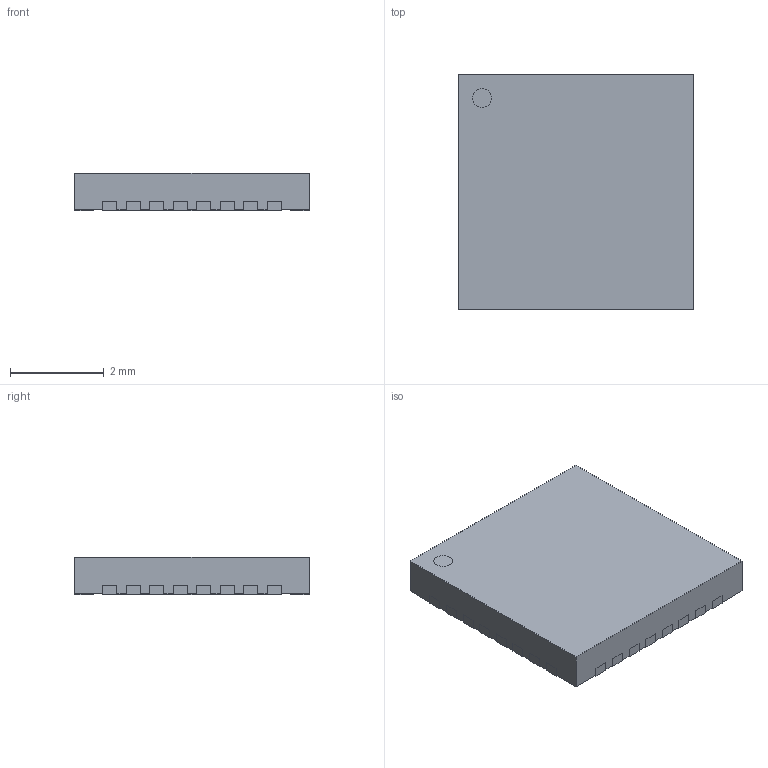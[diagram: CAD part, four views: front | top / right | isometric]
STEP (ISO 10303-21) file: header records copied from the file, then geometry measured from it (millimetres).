
FILE_DESCRIPTION((''),'2;1');
FILE_NAME('QFN50P500X500X80-33N-S320.stp','2013-09-12T12:00:56',(''),(''),'Mechanical Desktop 2011','Mechanical Desktop 2011',', , ');
FILE_SCHEMA(('AUTOMOTIVE_DESIGN { 1 2 10303 214 1 1 1 1 }'));
Length unit declared in the file: millimetre
Products named in the file (1): Product
Bounding box: 5 x 5 x 0.8 mm (x, y, z)
Volume: 19.8 mm3; surface area: 106.5 mm2
Topology: 35 solids, 35 shells, 344 faces, 816 edges, 544 vertices
Faces by surface type: plane 201, bspline 91, cylinder 52
Entity records: 10069 total; most frequent: CARTESIAN_POINT 2202, ORIENTED_EDGE 1632, DIRECTION 1460, EDGE_CURVE 816, VECTOR 680, LINE 680, VERTEX_POINT 544, AXIS2_PLACEMENT_3D 390
